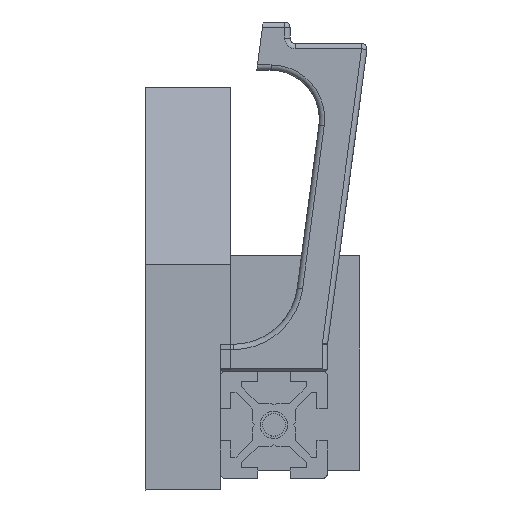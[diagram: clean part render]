
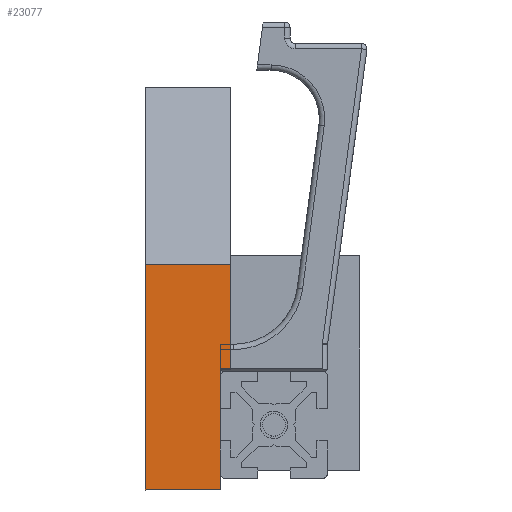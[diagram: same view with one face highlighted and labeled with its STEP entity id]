
A CAD part, front view. The second image highlights one B-rep face of the part: STEP entity #23077.
In plain terms, the highlighted face is planar.
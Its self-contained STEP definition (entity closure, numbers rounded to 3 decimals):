
#2518=FACE_OUTER_BOUND('',#3814,.T.);
#3814=EDGE_LOOP('',(#20376,#20377,#20378,#20379,#20380,#20381));
#6263=LINE('',#38366,#8732);
#6269=LINE('',#38379,#8738);
#6270=LINE('',#38381,#8739);
#6271=LINE('',#38383,#8740);
#6272=LINE('',#38385,#8741);
#6273=LINE('',#38386,#8742);
#8732=VECTOR('',#30749,10.);
#8738=VECTOR('',#30759,10.);
#8739=VECTOR('',#30760,10.);
#8740=VECTOR('',#30761,10.);
#8741=VECTOR('',#30762,10.);
#8742=VECTOR('',#30763,10.);
#10817=VERTEX_POINT('',#38363);
#10818=VERTEX_POINT('',#38365);
#10823=VERTEX_POINT('',#38378);
#10824=VERTEX_POINT('',#38380);
#10825=VERTEX_POINT('',#38382);
#10826=VERTEX_POINT('',#38384);
#14040=EDGE_CURVE('',#10818,#10817,#6263,.T.);
#14046=EDGE_CURVE('',#10823,#10818,#6269,.T.);
#14047=EDGE_CURVE('',#10817,#10824,#6270,.T.);
#14048=EDGE_CURVE('',#10825,#10824,#6271,.T.);
#14049=EDGE_CURVE('',#10826,#10825,#6272,.T.);
#14050=EDGE_CURVE('',#10826,#10823,#6273,.T.);
#20376=ORIENTED_EDGE('',*,*,#14046,.T.);
#20377=ORIENTED_EDGE('',*,*,#14040,.T.);
#20378=ORIENTED_EDGE('',*,*,#14047,.T.);
#20379=ORIENTED_EDGE('',*,*,#14048,.F.);
#20380=ORIENTED_EDGE('',*,*,#14049,.F.);
#20381=ORIENTED_EDGE('',*,*,#14050,.T.);
#21940=PLANE('',#24943);
#23077=ADVANCED_FACE('',(#2518),#21940,.T.);
#24943=AXIS2_PLACEMENT_3D('',#38377,#30757,#30758);
#30749=DIRECTION('',(0.,-1.,0.));
#30757=DIRECTION('center_axis',(-1.,0.,0.));
#30758=DIRECTION('ref_axis',(0.,0.,
-1.));
#30759=DIRECTION('',(0.,0.,1.));
#30760=DIRECTION('',(0.,0.,1.));
#30761=DIRECTION('',(0.,-1.,0.));
#30762=DIRECTION('',(0.,0.,1.));
#30763=DIRECTION('',(0.,-1.,0.));
#38363=CARTESIAN_POINT('',(185.926,29.802,-52.646));
#38365=CARTESIAN_POINT('',(185.926,31.802,-52.646));
#38366=CARTESIAN_POINT('',(185.926,38.802,-52.646));
#38377=CARTESIAN_POINT('Origin',(185.926,45.802,-33.081));
#38378=CARTESIAN_POINT('',(185.926,31.802,-75.081));
#38379=CARTESIAN_POINT('',(185.926,31.802,-43.013));
#38380=CARTESIAN_POINT('',(185.926,29.802,-33.081));
#38381=CARTESIAN_POINT('',(185.926,29.802,-35.334));
#38382=CARTESIAN_POINT('',(185.926,45.802,-33.081));
#38383=CARTESIAN_POINT('',(185.926,45.802,-33.081));
#38384=CARTESIAN_POINT('',(185.926,45.802,-75.081));
#38385=CARTESIAN_POINT('',(185.926,45.802,-75.081));
#38386=CARTESIAN_POINT('',(185.926,45.802,-75.081));
